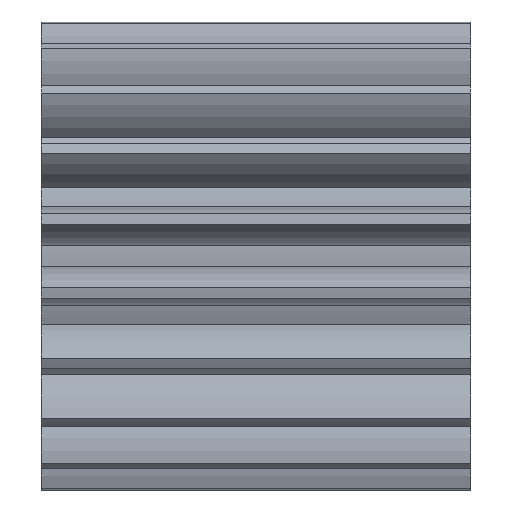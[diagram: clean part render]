
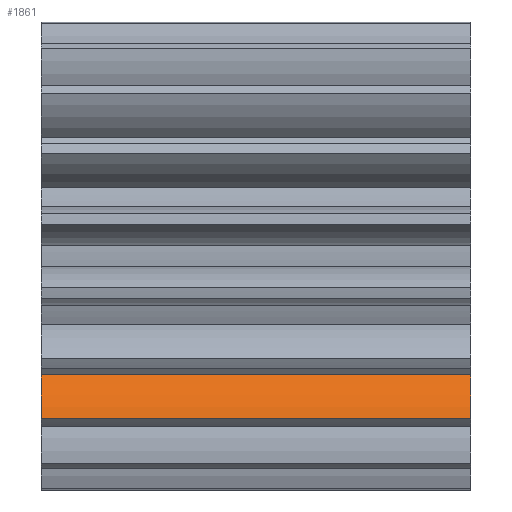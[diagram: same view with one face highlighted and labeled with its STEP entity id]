
A CAD part, front view. The second image highlights one B-rep face of the part: STEP entity #1861.
In plain terms, the highlighted cylindrical face has radius 4 mm (diameter 8 mm), a partial arc.
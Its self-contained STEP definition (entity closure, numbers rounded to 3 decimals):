
#26 = ORIENTED_EDGE ( 'NONE', *, *, #2426, .T. ) ;
#109 = CIRCLE ( 'NONE', #1853, 4. ) ;
#130 = VERTEX_POINT ( 'NONE', #1804 ) ;
#259 = DIRECTION ( 'NONE',  ( -1., 0., 0. ) ) ;
#398 = AXIS2_PLACEMENT_3D ( 'NONE', #2880, #1427, #1188 ) ;
#612 = AXIS2_PLACEMENT_3D ( 'NONE', #2131, #259, #1463 ) ;
#660 = EDGE_CURVE ( 'NONE', #2266, #2955, #809, .T. ) ;
#693 = ORIENTED_EDGE ( 'NONE', *, *, #1979, .T. ) ;
#701 = ORIENTED_EDGE ( 'NONE', *, *, #1822, .T. ) ;
#767 = VECTOR ( 'NONE', #1553, 1000. ) ;
#809 = LINE ( 'NONE', #2982, #2868 ) ;
#834 = DIRECTION ( 'NONE',  ( 0., 0., -1. ) ) ;
#843 = CARTESIAN_POINT ( 'NONE',  ( 20., -6.773, -5.539 ) ) ;
#957 = CYLINDRICAL_SURFACE ( 'NONE', #398, 4. ) ;
#1062 = CIRCLE ( 'NONE', #612, 4. ) ;
#1188 = DIRECTION ( 'NONE',  ( 0., 0., 1. ) ) ;
#1368 = ORIENTED_EDGE ( 'NONE', *, *, #660, .T. ) ;
#1410 = CARTESIAN_POINT ( 'NONE',  ( 0., -7.959, -7.593 ) ) ;
#1427 = DIRECTION ( 'NONE',  ( -1., 0., 0. ) ) ;
#1436 = EDGE_LOOP ( 'NONE', ( #1368, #701, #26, #693 ) ) ;
#1444 = FACE_OUTER_BOUND ( 'NONE', #1436, .T. ) ;
#1463 = DIRECTION ( 'NONE',  ( 0., -0.588, 0.809 ) ) ;
#1553 = DIRECTION ( 'NONE',  ( -1., 0., 0. ) ) ;
#1667 = CARTESIAN_POINT ( 'NONE',  ( 20., -7.959, -7.593 ) ) ;
#1804 = CARTESIAN_POINT ( 'NONE',  ( 0., -6.773, -5.539 ) ) ;
#1822 = EDGE_CURVE ( 'NONE', #2955, #2119, #1062, .T. ) ;
#1853 = AXIS2_PLACEMENT_3D ( 'NONE', #2282, #2988, #834 ) ;
#1861 = ADVANCED_FACE ( 'NONE', ( #1444 ), #957, .T. ) ;
#1979 = EDGE_CURVE ( 'NONE', #130, #2266, #109, .T. ) ;
#2050 = DIRECTION ( 'NONE',  ( 1., 0., 0. ) ) ;
#2119 = VERTEX_POINT ( 'NONE', #3015 ) ;
#2131 = CARTESIAN_POINT ( 'NONE',  ( 20., -4.057, -8.476 ) ) ;
#2266 = VERTEX_POINT ( 'NONE', #1410 ) ;
#2282 = CARTESIAN_POINT ( 'NONE',  ( 0., -4.057, -8.476 ) ) ;
#2426 = EDGE_CURVE ( 'NONE', #2119, #130, #2526, .T. ) ;
#2526 = LINE ( 'NONE', #843, #767 ) ;
#2868 = VECTOR ( 'NONE', #2050, 1000. ) ;
#2880 = CARTESIAN_POINT ( 'NONE',  ( 20., -4.057, -8.476 ) ) ;
#2955 = VERTEX_POINT ( 'NONE', #1667 ) ;
#2982 = CARTESIAN_POINT ( 'NONE',  ( 10., -7.959, -7.593 ) ) ;
#2988 = DIRECTION ( 'NONE',  ( 1., 0., 0. ) ) ;
#3015 = CARTESIAN_POINT ( 'NONE',  ( 20., -6.773, -5.539 ) ) ;
